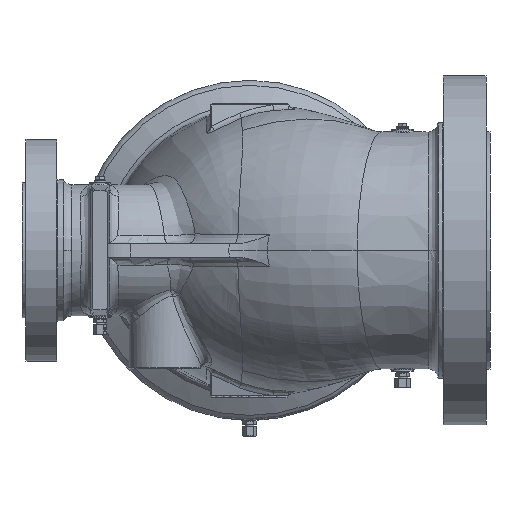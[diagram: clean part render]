
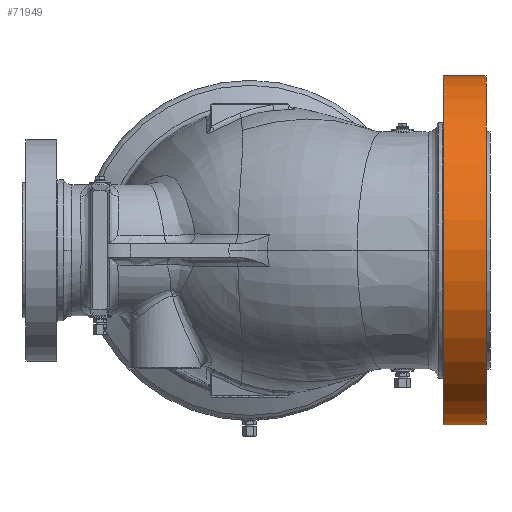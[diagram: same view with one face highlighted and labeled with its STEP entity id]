
A CAD part, front view. The second image highlights one B-rep face of the part: STEP entity #71949.
In plain terms, the highlighted cylindrical face has radius 279.5 mm (diameter 559 mm), a partial arc.
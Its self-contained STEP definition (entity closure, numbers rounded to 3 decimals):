
#20855 = CARTESIAN_POINT ( 'NONE',  ( 0., 0., 279.5 ) ) ;
#25216 = LINE ( 'NONE', #134103, #248722 ) ;
#26771 = DIRECTION ( 'NONE',  ( -1., 0., 0. ) ) ;
#29393 = ORIENTED_EDGE ( 'NONE', *, *, #194896, .T. ) ;
#47318 = ORIENTED_EDGE ( 'NONE', *, *, #92661, .F. ) ;
#50600 = DIRECTION ( 'NONE',  ( 0., 0., 1. ) ) ;
#54146 = EDGE_CURVE ( 'Defeature ausgef�hrt1_13+Defeature ausgef�hrt1_3+Defeature ausgef�hrt1_3+Defeature ausgef�hrt1_3', #227125, #181081, #160598, .T. ) ;
#61822 = DIRECTION ( 'NONE',  ( -1., 0., 0. ) ) ;
#66469 = DIRECTION ( 'NONE',  ( -1., 0., 0. ) ) ;
#67175 = CARTESIAN_POINT ( 'NONE',  ( 754.6, 0., 279.5 ) ) ;
#71949 = ADVANCED_FACE ( 'Defeature ausgef�hrt1_3', ( #82349 ), #171056, .T. ) ;
#77587 = CARTESIAN_POINT ( 'NONE',  ( 686., 0., -279.5 ) ) ;
#82349 = FACE_OUTER_BOUND ( 'NONE', #274154, .T. ) ;
#92661 = EDGE_CURVE ( 'NONE', #187975, #227125, #25216, .T. ) ;
#106788 = VECTOR ( 'NONE', #66469, 1000. ) ;
#123223 = DIRECTION ( 'NONE',  ( 0., 0., 1. ) ) ;
#134103 = CARTESIAN_POINT ( 'NONE',  ( 0., 0., -279.5 ) ) ;
#152752 = CIRCLE ( 'NONE', #153911, 279.5 ) ;
#153911 = AXIS2_PLACEMENT_3D ( 'NONE', #218361, #61822, #195575 ) ;
#160598 = CIRCLE ( 'NONE', #216736, 279.5 ) ;
#170493 = LINE ( 'NONE', #20855, #106788 ) ;
#171056 = CYLINDRICAL_SURFACE ( 'NONE', #174598, 279.5 ) ;
#174598 = AXIS2_PLACEMENT_3D ( 'NONE', #237130, #258926, #123223 ) ;
#181081 = VERTEX_POINT ( 'NONE', #293488 ) ;
#187975 = VERTEX_POINT ( 'NONE', #255514 ) ;
#194896 = EDGE_CURVE ( 'NONE', #230417, #181081, #170493, .T. ) ;
#195575 = DIRECTION ( 'NONE',  ( 0., 0., 1. ) ) ;
#207165 = ORIENTED_EDGE ( 'NONE', *, *, #54146, .F. ) ;
#209125 = CARTESIAN_POINT ( 'NONE',  ( 686., 0., 0. ) ) ;
#216736 = AXIS2_PLACEMENT_3D ( 'NONE', #209125, #26771, #50600 ) ;
#218361 = CARTESIAN_POINT ( 'NONE',  ( 754.6, 0., 0. ) ) ;
#227125 = VERTEX_POINT ( 'NONE', #77587 ) ;
#230417 = VERTEX_POINT ( 'NONE', #67175 ) ;
#237130 = CARTESIAN_POINT ( 'NONE',  ( 0., 0., 0. ) ) ;
#248722 = VECTOR ( 'NONE', #271752, 1000. ) ;
#255514 = CARTESIAN_POINT ( 'NONE',  ( 754.6, 0., -279.5 ) ) ;
#258926 = DIRECTION ( 'NONE',  ( -1., 0., 0. ) ) ;
#268767 = EDGE_CURVE ( 'Defeature ausgef�hrt1_3+Defeature ausgef�hrt1_2+Defeature ausgef�hrt1_2+Defeature ausgef�hrt1_2', #187975, #230417, #152752, .T. ) ;
#271752 = DIRECTION ( 'NONE',  ( -1., 0., 0. ) ) ;
#274154 = EDGE_LOOP ( 'NONE', ( #47318, #290232, #29393, #207165 ) ) ;
#290232 = ORIENTED_EDGE ( 'NONE', *, *, #268767, .T. ) ;
#293488 = CARTESIAN_POINT ( 'NONE',  ( 686., 0., 279.5 ) ) ;
